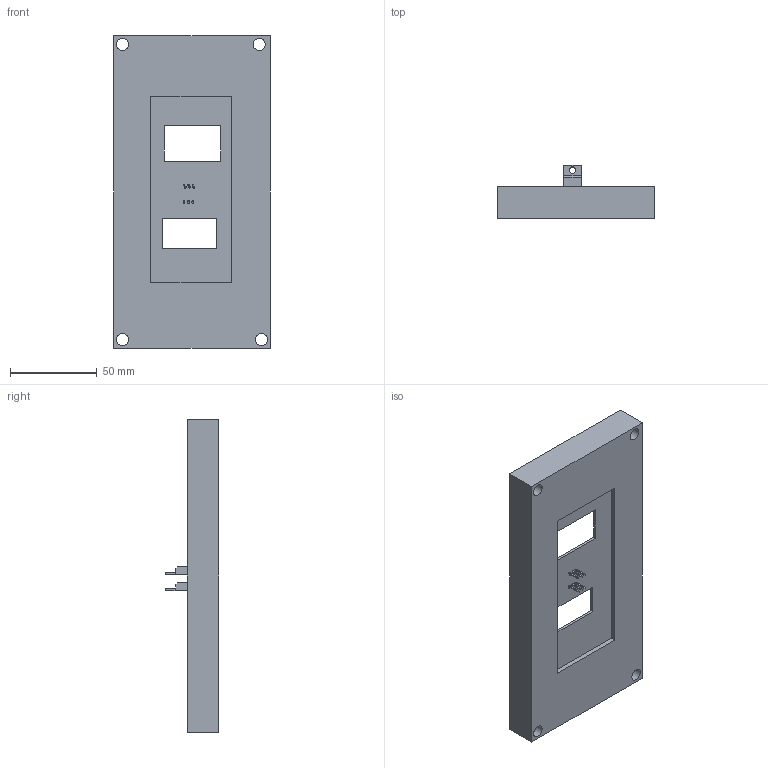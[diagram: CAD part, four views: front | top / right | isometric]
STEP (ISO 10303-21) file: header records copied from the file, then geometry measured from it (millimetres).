
FILE_DESCRIPTION(/* description */ (''),/* implementation_level */ '2;1');
FILE_NAME(/* name */ 'fanctrl.step',/* time_stamp */ '2025-08-03T23:09:28+03:00',/* author */ (''),/* organization */ (''),/* preprocessor_version */ 'ST-DEVELOPER v20.1',/* originating_system */ 'Autodesk Translation Framework v14.10.0.0',/* authorisation */ '');
FILE_SCHEMA (('AUTOMOTIVE_DESIGN { 1 0 10303 214 3 1 1 }'));
Length unit declared in the file: millimetre
Products named in the file (6): (Unsaved); FanCtrl 1; ESP32-C3-WROOM-02; FanCtrl_PCB; TO-220-3_Vertical; SOT-23-6
Assembly tree (7 placements, depth 3):
  (Unsaved)
    FanCtrl 1
      TO-220-3_Vertical  x2
      SOT-23-6  x2
      ESP32-C3-WROOM-02
      FanCtrl_PCB
Bounding box: 90 x 30.59 x 180 mm (x, y, z)
Volume: 122173 mm3; surface area: 64228.7 mm2
Topology: 36 solids, 36 shells, 721 faces, 1837 edges, 1186 vertices
Faces by surface type: plane 618, cylinder 99, sphere 4
Full cylindrical faces by diameter (mm): 0.2 x12, 0.5 x1, 1.1 x6, 3.735 x2, 7 x4
Entity records: 16934 total; most frequent: CARTESIAN_POINT 2837, ORIENTED_EDGE 2754, DIRECTION 2649, EDGE_CURVE 1377, LINE 1229, VECTOR 1229, VERTEX_POINT 898, AXIS2_PLACEMENT_3D 710
